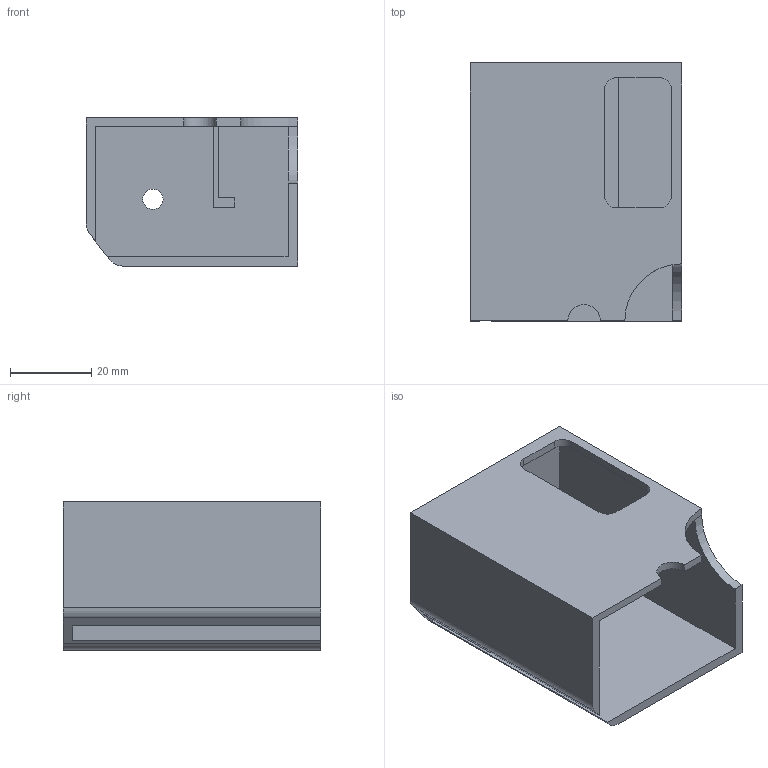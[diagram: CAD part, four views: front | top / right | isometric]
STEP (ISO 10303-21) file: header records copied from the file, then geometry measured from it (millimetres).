
FILE_DESCRIPTION (( 'STEP AP214' ), '1' );
FILE_NAME ('cable_box-Boss-Extrude1.STEP', '2017-03-24T06:51:49', ( '' ), ( '' ), 'SwSTEP 2.0', 'SolidWorks 2015', '' );
FILE_SCHEMA (( 'AUTOMOTIVE_DESIGN' ));
Length unit declared in the file: millimetre
Products named in the file (1): cable_box-Boss-Extrude1
Bounding box: 52 x 63.4 x 36.4 mm (x, y, z)
Volume: 25417.8 mm3; surface area: 23743.7 mm2
Topology: 1 solids, 1 shells, 35 faces, 98 edges, 65 vertices
Faces by surface type: plane 24, cylinder 11
Entity records: 1168 total; most frequent: CARTESIAN_POINT 199, ORIENTED_EDGE 196, DIRECTION 192, EDGE_CURVE 98, LINE 76, VECTOR 76, VERTEX_POINT 65, AXIS2_PLACEMENT_3D 58
